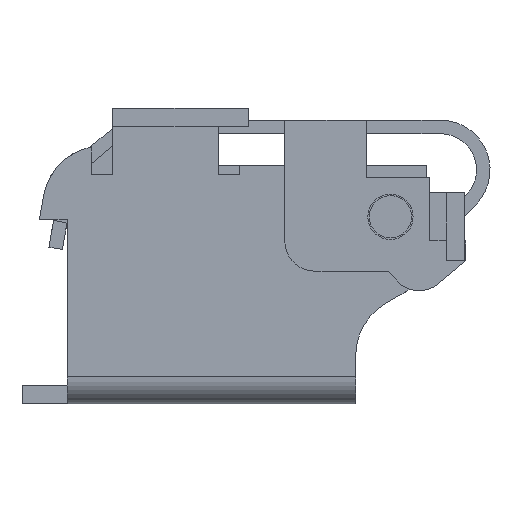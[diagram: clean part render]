
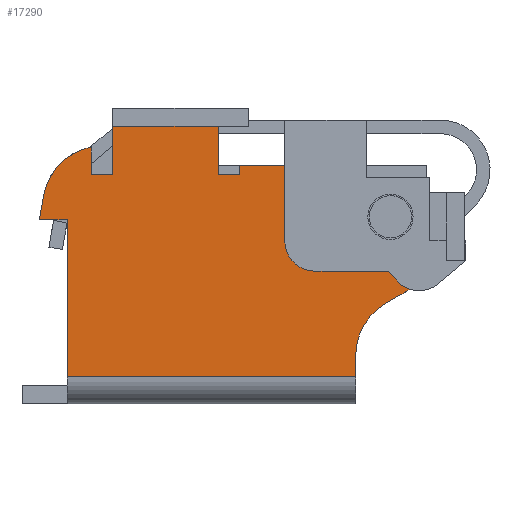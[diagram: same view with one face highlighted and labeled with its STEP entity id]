
A CAD part, left-side view. The second image highlights one B-rep face of the part: STEP entity #17290.
In plain terms, the highlighted planar face has unit normal (-1, 0, 0).
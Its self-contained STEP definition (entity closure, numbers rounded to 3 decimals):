
#570=CARTESIAN_POINT('',(-29.7,35.05,
15.8));
#580=VERTEX_POINT('',#570);
#630=CARTESIAN_POINT('',(-29.7,35.05,
34.26));
#640=DIRECTION('',(0.,0.,-1.));
#650=VECTOR('',#640,1.);
#660=LINE('',#630,#650);
#670=CARTESIAN_POINT('',(-29.7,35.05,
17.4));
#680=VERTEX_POINT('',#670);
#690=EDGE_CURVE('',#680,#580,#660,.T.);
#7000=CARTESIAN_POINT('',(-29.7,28.714,
12.006));
#7010=VERTEX_POINT('',#7000);
#8180=CARTESIAN_POINT('',(-29.7,38.55,
17.4));
#8190=VERTEX_POINT('',#8180);
#8310=CARTESIAN_POINT('',(-29.7,36.3,
17.4));
#8320=DIRECTION('',(0.,-1.,0.));
#8330=VECTOR('',#8320,1.);
#8340=LINE('',#8310,#8330);
#8350=EDGE_CURVE('',#8190,#680,#8340,.T.);
#9040=CARTESIAN_POINT('',(-29.7,38.55,
35.198));
#9050=DIRECTION('',(0.,0.,1.));
#9060=VECTOR('',#9050,1.);
#9070=LINE('',#9040,#9060);
#9080=CARTESIAN_POINT('',(-29.7,38.55,
15.8));
#9090=VERTEX_POINT('',#9080);
#9100=EDGE_CURVE('',#9090,#8190,#9070,.T.);
#9350=CARTESIAN_POINT('',(-29.7,37.346,
34.876));
#9360=DIRECTION('',(0.,-0.174,
0.985));
#9370=VECTOR('',#9360,1.);
#9380=LINE('',#9350,#9370);
#9390=CARTESIAN_POINT('',(-29.7,40.974,
14.3));
#9400=VERTEX_POINT('',#9390);
#9410=CARTESIAN_POINT('',(-29.7,40.834,
15.097));
#9420=VERTEX_POINT('',#9410);
#9430=EDGE_CURVE('',#9400,#9420,#9380,.T.);
#12090=CARTESIAN_POINT('',(-29.7,38.864,
14.75));
#12100=DIRECTION('',(1.,0.,0.));
#12110=DIRECTION('',(0.,-0.259,
0.966));
#12120=AXIS2_PLACEMENT_3D('',#12090,#12100,#12110);
#12130=CIRCLE('',#12120,2.);
#12140=CARTESIAN_POINT('',(-29.7,39.25,
16.712));
#12150=VERTEX_POINT('',#12140);
#12160=EDGE_CURVE('',#9420,#12150,#12130,.T.);
#12410=CARTESIAN_POINT('',(-29.7,30.384,
15.8));
#12420=DIRECTION('',(0.,1.,0.));
#12430=VECTOR('',#12420,1.);
#12440=LINE('',#12410,#12430);
#12450=CARTESIAN_POINT('',(-29.7,34.35,
15.8));
#12460=VERTEX_POINT('',#12450);
#12470=EDGE_CURVE('',#12460,#580,#12440,.T.);
#12720=CARTESIAN_POINT('',(-29.7,34.35,
34.073));
#12730=DIRECTION('',(0.,0.,1.));
#12740=VECTOR('',#12730,1.);
#12750=LINE('',#12720,#12740);
#12760=CARTESIAN_POINT('',(-29.7,34.35,
16.1));
#12770=VERTEX_POINT('',#12760);
#12780=EDGE_CURVE('',#12460,#12770,#12750,.T.);
#13030=CARTESIAN_POINT('',(-29.7,30.304,
16.1));
#13040=DIRECTION('',(0.,1.,0.));
#13050=VECTOR('',#13040,1.);
#13060=LINE('',#13030,#13050);
#13170=CARTESIAN_POINT('',(-29.7,32.85,
16.1));
#13180=VERTEX_POINT('',#13170);
#13210=EDGE_CURVE('',#13180,#12770,#13060,.T.);
#14190=CARTESIAN_POINT('',(-29.7,39.25,
35.386));
#14200=DIRECTION('',(0.,0.,-1.));
#14210=VECTOR('',#14200,1.);
#14220=LINE('',#14190,#14210);
#14230=CARTESIAN_POINT('',(-29.7,39.25,
15.8));
#14240=VERTEX_POINT('',#14230);
#14250=EDGE_CURVE('',#12150,#14240,#14220,.T.);
#15000=CARTESIAN_POINT('',(-29.7,29.65,
13.177));
#15010=DIRECTION('',(1.,0.,0.));
#15020=DIRECTION('',(0.,-0.259,
0.966));
#15030=AXIS2_PLACEMENT_3D('',#15000,#15010,#15020);
#15040=CIRCLE('',#15030,1.5);
#15050=CARTESIAN_POINT('',(-29.7,28.9,
11.878));
#15060=VERTEX_POINT('',#15050);
#15070=EDGE_CURVE('',#7010,#15060,#15040,.T.);
#15330=CARTESIAN_POINT('',(-29.7,31.908,
10.142));
#15340=DIRECTION('',(0.,-0.866,
0.5));
#15350=VECTOR('',#15340,1.);
#15360=LINE('',#15330,#15350);
#15370=CARTESIAN_POINT('',(-29.7,29.5,
11.532));
#15380=VERTEX_POINT('',#15370);
#15390=EDGE_CURVE('',#15380,#15060,#15360,.T.);
#15640=CARTESIAN_POINT('',(-29.7,28.5,
9.8));
#15650=DIRECTION('',(-1.,0.,0.));
#15660=DIRECTION('',(0.,0.,1.));
#15670=AXIS2_PLACEMENT_3D('',#15640,#15650,#15660);
#15680=CIRCLE('',#15670,2.);
#15690=CARTESIAN_POINT('',(-29.7,30.5,
9.8));
#15700=VERTEX_POINT('',#15690);
#15710=EDGE_CURVE('',#15380,#15700,#15680,.T.);
#15960=CARTESIAN_POINT('',(-29.7,30.384,
15.8));
#15970=DIRECTION('',(0.,1.,0.));
#15980=VECTOR('',#15970,1.);
#15990=LINE('',#15960,#15980);
#16000=EDGE_CURVE('',#9090,#14240,#15990,.T.);
#16200=CARTESIAN_POINT('',(-29.7,30.759,
14.3));
#16210=DIRECTION('',(0.,1.,0.));
#16220=VECTOR('',#16210,1.);
#16230=LINE('',#16200,#16220);
#16240=CARTESIAN_POINT('',(-29.7,40.05,
14.3));
#16250=VERTEX_POINT('',#16240);
#16260=EDGE_CURVE('',#16250,#9400,#16230,.T.);
#16460=CARTESIAN_POINT('',(-29.7,35.275,
13.25));
#16470=DIRECTION('',(-1.,0.,0.));
#16480=DIRECTION('',(0.,-1.,0.));
#16490=AXIS2_PLACEMENT_3D('',#16460,#16470,#16480);
#16500=PLANE('',#16490);
#16510=ORIENTED_EDGE('',*,*,#9430,.F.);
#16520=ORIENTED_EDGE('',*,*,#12160,.F.);
#16530=ORIENTED_EDGE('',*,*,#14250,.F.);
#16540=ORIENTED_EDGE('',*,*,#16000,.T.);
#16550=ORIENTED_EDGE('',*,*,#9100,.F.);
#16560=ORIENTED_EDGE('',*,*,#8350,.F.);
#16570=ORIENTED_EDGE('',*,*,#690,.F.);
#16580=ORIENTED_EDGE('',*,*,#12470,.T.);
#16590=ORIENTED_EDGE('',*,*,#12780,.F.);
#16600=ORIENTED_EDGE('',*,*,#13210,.T.);
#16610=CARTESIAN_POINT('',(-29.7,32.85,
17.7));
#16620=DIRECTION('',(0.,0.,-1.));
#16630=VECTOR('',#16620,1.);
#16640=LINE('',#16610,#16630);
#16650=CARTESIAN_POINT('',(-29.7,32.85,
13.6));
#16660=VERTEX_POINT('',#16650);
#16670=EDGE_CURVE('',#13180,#16660,#16640,.T.);
#16680=ORIENTED_EDGE('',*,*,#16670,.F.);
#16690=CARTESIAN_POINT('',(-29.7,31.85,
13.6));
#16700=DIRECTION('',(1.,0.,0.));
#16710=DIRECTION('',(0.,1.,0.));
#16720=AXIS2_PLACEMENT_3D('',#16690,#16700,#16710);
#16730=CIRCLE('',#16720,1.);
#16740=CARTESIAN_POINT('',(-29.7,31.85,
12.6));
#16750=VERTEX_POINT('',#16740);
#16760=EDGE_CURVE('',#16750,#16660,#16730,.T.);
#16770=ORIENTED_EDGE('',*,*,#16760,.T.);
#16780=CARTESIAN_POINT('',(-29.7,36.3,
12.6));
#16790=DIRECTION('',(0.,-1.,0.));
#16800=VECTOR('',#16790,1.);
#16810=LINE('',#16780,#16800);
#16820=CARTESIAN_POINT('',(-29.7,29.406,
12.6));
#16830=VERTEX_POINT('',#16820);
#16840=EDGE_CURVE('',#16750,#16830,#16810,.T.);
#16850=ORIENTED_EDGE('',*,*,#16840,.F.);
#16860=CARTESIAN_POINT('',(-29.7,33.686,
17.7));
#16870=DIRECTION('',(0.,-0.643,
-0.766));
#16880=VECTOR('',#16870,1.);
#16890=LINE('',#16860,#16880);
#16900=CARTESIAN_POINT('',(-29.7,29.164,
12.312));
#16910=VERTEX_POINT('',#16900);
#16920=EDGE_CURVE('',#16830,#16910,#16890,.T.);
#16930=ORIENTED_EDGE('',*,*,#16920,.F.);
#16940=CARTESIAN_POINT('',(-29.7,28.398,
12.955));
#16950=DIRECTION('',(1.,0.,0.));
#16960=DIRECTION('',(0.,1.,0.));
#16970=AXIS2_PLACEMENT_3D('',#16940,#16950,#16960);
#16980=CIRCLE('',#16970,1.);
#16990=EDGE_CURVE('',#7010,#16910,#16980,.T.);
#17000=ORIENTED_EDGE('',*,*,#16990,.T.);
#17010=ORIENTED_EDGE('',*,*,#15070,.F.);
#17020=ORIENTED_EDGE('',*,*,#15390,.T.);
#17030=ORIENTED_EDGE('',*,*,#15710,.F.);
#17040=CARTESIAN_POINT('',(-29.7,30.5,
17.7));
#17050=DIRECTION('',(0.,0.,1.));
#17060=VECTOR('',#17050,1.);
#17070=LINE('',#17040,#17060);
#17080=CARTESIAN_POINT('',(-29.7,30.5,
9.1));
#17090=VERTEX_POINT('',#17080);
#17100=EDGE_CURVE('',#17090,#15700,#17070,.T.);
#17110=ORIENTED_EDGE('',*,*,#17100,.T.);
#17120=CARTESIAN_POINT('',(-29.7,30.5,
9.1));
#17130=DIRECTION('',(0.,1.,0.));
#17140=VECTOR('',#17130,1.);
#17150=LINE('',#17120,#17140);
#17160=CARTESIAN_POINT('',(-29.7,40.05,
9.1));
#17170=VERTEX_POINT('',#17160);
#17180=EDGE_CURVE('',#17090,#17170,#17150,.T.);
#17190=ORIENTED_EDGE('',*,*,#17180,.F.);
#17200=CARTESIAN_POINT('',(-29.7,40.05,
17.7));
#17210=DIRECTION('',(0.,0.,1.));
#17220=VECTOR('',#17210,1.);
#17230=LINE('',#17200,#17220);
#17240=EDGE_CURVE('',#17170,#16250,#17230,.T.);
#17250=ORIENTED_EDGE('',*,*,#17240,.F.);
#17260=ORIENTED_EDGE('',*,*,#16260,.F.);
#17270=EDGE_LOOP('',(#17260,#17250,#17190,#17110,#17030,#17020,#17010,
#17000,#16930,#16850,#16770,#16680,#16600,#16590,#16580,#16570,#16560,
#16550,#16540,#16530,#16520,#16510));
#17280=FACE_OUTER_BOUND('',#17270,.T.);
#17290=ADVANCED_FACE('',(#17280),#16500,.T.);
